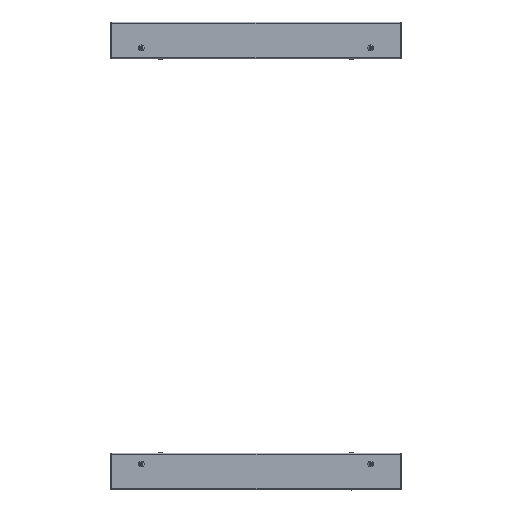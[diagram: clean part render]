
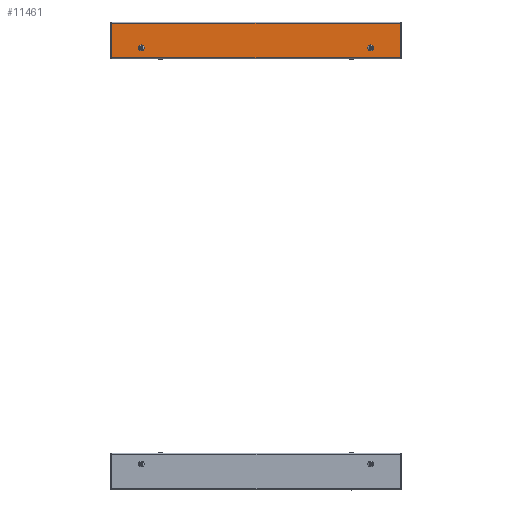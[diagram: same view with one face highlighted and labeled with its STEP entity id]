
A CAD part, top view. The second image highlights one B-rep face of the part: STEP entity #11461.
In plain terms, the highlighted planar face has unit normal (0, 0, 1).
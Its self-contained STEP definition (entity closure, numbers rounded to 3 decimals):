
#1866 = CIRCLE ( 'NONE', #3637, 4.5 ) ;
#1872 = CIRCLE ( 'NONE', #3634, 4.5 ) ;
#3616 = AXIS2_PLACEMENT_3D ( 'NONE', #7833, #7834, #7835 ) ;
#3617 = AXIS2_PLACEMENT_3D ( 'NONE', #7829, #7830, #7831 ) ;
#3634 = AXIS2_PLACEMENT_3D ( 'NONE', #7691, #7692, #7693 ) ;
#3637 = AXIS2_PLACEMENT_3D ( 'NONE', #7680, #7681, #7682 ) ;
#4082 = AXIS2_PLACEMENT_3D ( 'NONE', #15707, #15713, #15703 ) ;
#4765 = CIRCLE ( 'NONE', #3617, 4.5 ) ;
#4767 = LINE ( 'NONE', #7832, #4774 ) ;
#4769 = CIRCLE ( 'NONE', #3616, 4.5 ) ;
#4770 = LINE ( 'NONE', #7827, #4772 ) ;
#4772 = VECTOR ( 'NONE', #7828, 1000. ) ;
#4773 = LINE ( 'NONE', #7838, #4776 ) ;
#4774 = VECTOR ( 'NONE', #7837, 1000. ) ;
#4775 = LINE ( 'NONE', #7840, #4778 ) ;
#4776 = VECTOR ( 'NONE', #7839, 1000. ) ;
#4778 = VECTOR ( 'NONE', #7841, 1000. ) ;
#6089 = EDGE_LOOP ( 'NONE', ( #10474, #10473, #10471, #10469 ) ) ;
#6094 = EDGE_LOOP ( 'NONE', ( #10008, #10477 ) ) ;
#6107 = EDGE_LOOP ( 'NONE', ( #10472, #10470 ) ) ;
#6936 = FACE_BOUND ( 'NONE', #6094, .T. ) ;
#6953 = FACE_OUTER_BOUND ( 'NONE', #6089, .T. ) ;
#6958 = FACE_BOUND ( 'NONE', #6107, .T. ) ;
#7680 = CARTESIAN_POINT ( 'NONE',  ( 234.5, -15., 0. ) ) ;
#7681 = DIRECTION ( 'NONE',  ( 0., 0., 1. ) ) ;
#7682 = DIRECTION ( 'NONE',  ( 1., 0., 0. ) ) ;
#7691 = CARTESIAN_POINT ( 'NONE',  ( -234.5, -15., 0. ) ) ;
#7692 = DIRECTION ( 'NONE',  ( 0., 0., 1. ) ) ;
#7693 = DIRECTION ( 'NONE',  ( 1., 0., 0. ) ) ;
#7827 = CARTESIAN_POINT ( 'NONE',  ( -294.75, 37.5, 0. ) ) ;
#7828 = DIRECTION ( 'NONE',  ( 0., -1., 0. ) ) ;
#7829 = CARTESIAN_POINT ( 'NONE',  ( 234.5, -15., 0. ) ) ;
#7830 = DIRECTION ( 'NONE',  ( 0., 0., 1. ) ) ;
#7831 = DIRECTION ( 'NONE',  ( 1., 0., 0. ) ) ;
#7832 = CARTESIAN_POINT ( 'NONE',  ( -294.75, -35.25, 0. ) ) ;
#7833 = CARTESIAN_POINT ( 'NONE',  ( -234.5, -15., 0. ) ) ;
#7834 = DIRECTION ( 'NONE',  ( 0., 0., 1. ) ) ;
#7835 = DIRECTION ( 'NONE',  ( 1., 0., 0. ) ) ;
#7837 = DIRECTION ( 'NONE',  ( 1., 0., 0. ) ) ;
#7838 = CARTESIAN_POINT ( 'NONE',  ( 294.75, -37.5, 0. ) ) ;
#7839 = DIRECTION ( 'NONE',  ( 0., 1., 0. ) ) ;
#7840 = CARTESIAN_POINT ( 'NONE',  ( 294.75, 35.25, 0. ) ) ;
#7841 = DIRECTION ( 'NONE',  ( -1., 0., 0. ) ) ;
#8125 = CARTESIAN_POINT ( 'NONE',  ( 239., -15., 0. ) ) ;
#8148 = CARTESIAN_POINT ( 'NONE',  ( -294.75, 35.25, 0. ) ) ;
#8155 = CARTESIAN_POINT ( 'NONE',  ( -294.75, -35.25, 0. ) ) ;
#8159 = CARTESIAN_POINT ( 'NONE',  ( 294.75, -35.25, 0. ) ) ;
#8160 = CARTESIAN_POINT ( 'NONE',  ( 294.75, 35.25, 0. ) ) ;
#8531 = CARTESIAN_POINT ( 'NONE',  ( -230., -15., 0. ) ) ;
#8546 = CARTESIAN_POINT ( 'NONE',  ( 230., -15., 0. ) ) ;
#8548 = CARTESIAN_POINT ( 'NONE',  ( -239., -15., 0. ) ) ;
#10008 = ORIENTED_EDGE ( 'NONE', *, *, #12699, .F. ) ;
#10469 = ORIENTED_EDGE ( 'NONE', *, *, #12704, .T. ) ;
#10470 = ORIENTED_EDGE ( 'NONE', *, *, #12637, .F. ) ;
#10471 = ORIENTED_EDGE ( 'NONE', *, *, #12703, .T. ) ;
#10472 = ORIENTED_EDGE ( 'NONE', *, *, #12700, .F. ) ;
#10473 = ORIENTED_EDGE ( 'NONE', *, *, #12702, .T. ) ;
#10474 = ORIENTED_EDGE ( 'NONE', *, *, #12701, .T. ) ;
#10477 = ORIENTED_EDGE ( 'NONE', *, *, #12633, .F. ) ;
#11461 = ADVANCED_FACE ( 'NONE', ( #6936, #6958, #6953 ), #15705, .T. ) ;
#12633 = EDGE_CURVE ( 'NONE', #13754, #12816, #1866, .T. ) ;
#12637 = EDGE_CURVE ( 'NONE', #13756, #13739, #1872, .T. ) ;
#12699 = EDGE_CURVE ( 'NONE', #12816, #13754, #4765, .T. ) ;
#12700 = EDGE_CURVE ( 'NONE', #13739, #13756, #4769, .T. ) ;
#12701 = EDGE_CURVE ( 'NONE', #12839, #12846, #4770, .T. ) ;
#12702 = EDGE_CURVE ( 'NONE', #12846, #12850, #4767, .T. ) ;
#12703 = EDGE_CURVE ( 'NONE', #12850, #12851, #4773, .T. ) ;
#12704 = EDGE_CURVE ( 'NONE', #12851, #12839, #4775, .T. ) ;
#12816 = VERTEX_POINT ( 'NONE', #8125 ) ;
#12839 = VERTEX_POINT ( 'NONE', #8148 ) ;
#12846 = VERTEX_POINT ( 'NONE', #8155 ) ;
#12850 = VERTEX_POINT ( 'NONE', #8159 ) ;
#12851 = VERTEX_POINT ( 'NONE', #8160 ) ;
#13739 = VERTEX_POINT ( 'NONE', #8531 ) ;
#13754 = VERTEX_POINT ( 'NONE', #8546 ) ;
#13756 = VERTEX_POINT ( 'NONE', #8548 ) ;
#15703 = DIRECTION ( 'NONE',  ( 1., 0., 0. ) ) ;
#15705 = PLANE ( 'NONE',  #4082 ) ;
#15707 = CARTESIAN_POINT ( 'NONE',  ( 0., 0., 0. ) ) ;
#15713 = DIRECTION ( 'NONE',  ( 0., 0., 1. ) ) ;
